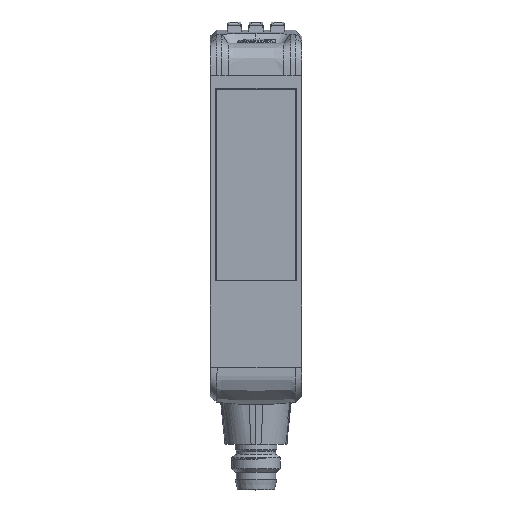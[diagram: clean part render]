
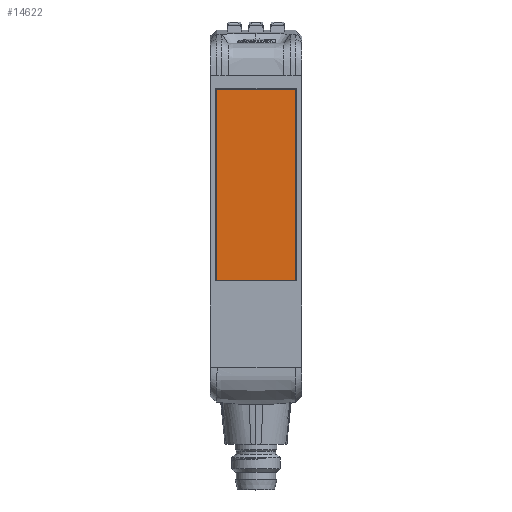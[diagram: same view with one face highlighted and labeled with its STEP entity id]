
A CAD part, top view. The second image highlights one B-rep face of the part: STEP entity #14622.
In plain terms, the highlighted planar face has unit normal (0, -0.026, 1).
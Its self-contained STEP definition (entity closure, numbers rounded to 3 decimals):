
#6049=DIRECTION('',(-1.,0.,0.));
#6050=VECTOR('',#6049,13.15);
#6051=CARTESIAN_POINT('',(6.575,14.311,4.807));
#6052=LINE('',#6051,#6050);
#6056=DIRECTION('',(0.,1.,0.026));
#6057=VECTOR('',#6056,31.5);
#6058=CARTESIAN_POINT('',(-6.575,14.311,4.807));
#6059=LINE('',#6058,#6057);
#6063=DIRECTION('',(1.,0.,0.));
#6064=VECTOR('',#6063,13.15);
#6065=CARTESIAN_POINT('',(-6.575,45.8,5.631));
#6066=LINE('',#6065,#6064);
#6070=DIRECTION('',(0.,-1.,-0.026));
#6071=VECTOR('',#6070,31.5);
#6072=CARTESIAN_POINT('',(6.575,45.8,5.631));
#6073=LINE('',#6072,#6071);
#7264=CARTESIAN_POINT('',(-6.575,14.311,4.807));
#7265=VERTEX_POINT('',#7264);
#7266=CARTESIAN_POINT('',(6.575,14.311,4.807));
#7267=VERTEX_POINT('',#7266);
#7268=CARTESIAN_POINT('',(-6.575,45.8,5.631));
#7269=VERTEX_POINT('',#7268);
#7270=CARTESIAN_POINT('',(6.575,45.8,5.631));
#7271=VERTEX_POINT('',#7270);
#14611=CARTESIAN_POINT('',(0.,30.055,5.219));
#14612=DIRECTION('',(0.,0.026,-1.));
#14613=DIRECTION('',(0.,1.,0.026));
#14614=AXIS2_PLACEMENT_3D('',#14611,#14612,#14613);
#14615=PLANE('',#14614);
#14616=ORIENTED_EDGE('',*,*,#14563,.T.);
#14617=ORIENTED_EDGE('',*,*,#14578,.T.);
#14618=ORIENTED_EDGE('',*,*,#14592,.T.);
#14619=ORIENTED_EDGE('',*,*,#14605,.T.);
#14620=EDGE_LOOP('',(#14616,#14617,#14618,#14619));
#14621=FACE_OUTER_BOUND('',#14620,.F.);
#14622=ADVANCED_FACE('',(#14621),#14615,.F.);
#14563=EDGE_CURVE('',#7267,#7265,#6052,.T.);
#14578=EDGE_CURVE('',#7265,#7269,#6059,.T.);
#14592=EDGE_CURVE('',#7269,#7271,#6066,.T.);
#14605=EDGE_CURVE('',#7271,#7267,#6073,.T.);
